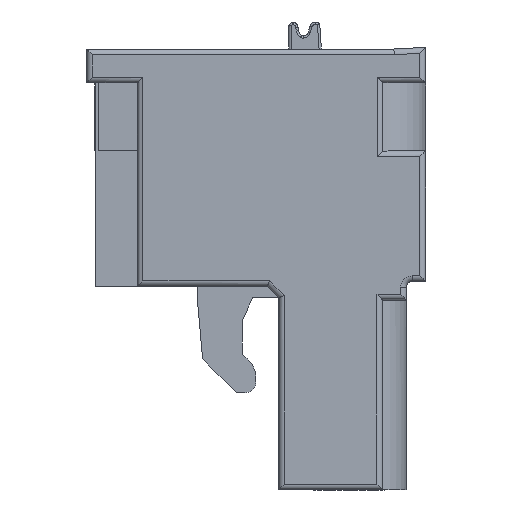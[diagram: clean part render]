
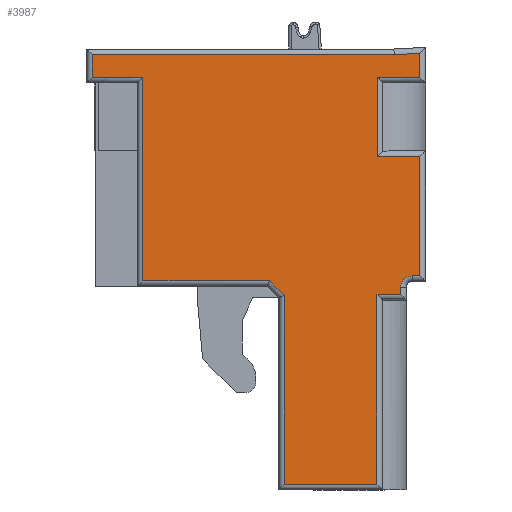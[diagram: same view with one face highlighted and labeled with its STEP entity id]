
A CAD part, left-side view. The second image highlights one B-rep face of the part: STEP entity #3987.
In plain terms, the highlighted planar face has unit normal (-1, 0, 0).
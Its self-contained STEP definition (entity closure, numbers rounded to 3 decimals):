
#659 = DIRECTION ( 'NONE',  ( 0., 0., -1. ) ) ;
#847 = EDGE_CURVE ( 'NONE', #4833, #5832, #9325, .T. ) ;
#1042 = AXIS2_PLACEMENT_3D ( 'NONE', #1990, #22909, #10348 ) ;
#1122 = DIRECTION ( 'NONE',  ( 0., -1., 0. ) ) ;
#1144 = ORIENTED_EDGE ( 'NONE', *, *, #8580, .T. ) ;
#1194 = VECTOR ( 'NONE', #14179, 1000. ) ;
#1351 = CARTESIAN_POINT ( 'NONE',  ( 22.5, 6.896, -8.75 ) ) ;
#1990 = CARTESIAN_POINT ( 'NONE',  ( 22.5, 0., 0. ) ) ;
#2102 = LINE ( 'NONE', #24612, #1194 ) ;
#2142 = VECTOR ( 'NONE', #15008, 1000. ) ;
#2212 = LINE ( 'NONE', #4464, #24424 ) ;
#2237 = VERTEX_POINT ( 'NONE', #9091 ) ;
#2303 = VECTOR ( 'NONE', #15230, 1000. ) ;
#2312 = ORIENTED_EDGE ( 'NONE', *, *, #23876, .T. ) ;
#2608 = LINE ( 'NONE', #10148, #24187 ) ;
#2745 = CARTESIAN_POINT ( 'NONE',  ( 22.5, 0., -8.75 ) ) ;
#2822 = LINE ( 'NONE', #23369, #2142 ) ;
#2880 = ORIENTED_EDGE ( 'NONE', *, *, #14521, .T. ) ;
#2888 = DIRECTION ( 'NONE',  ( 0., 1., 0. ) ) ;
#3098 = LINE ( 'NONE', #23781, #24014 ) ;
#3243 = ORIENTED_EDGE ( 'NONE', *, *, #5878, .T. ) ;
#3330 = VECTOR ( 'NONE', #13307, 1000. ) ;
#3371 = DIRECTION ( 'NONE',  ( 0., 0., -1. ) ) ;
#3376 = CARTESIAN_POINT ( 'NONE',  ( 22.5, 2.15, -9.35 ) ) ;
#3462 = EDGE_CURVE ( 'NONE', #18185, #5832, #23933, .T. ) ;
#3987 = ADVANCED_FACE ( 'NONE', ( #19007 ), #6130, .F. ) ;
#4246 = CARTESIAN_POINT ( 'NONE',  ( 22.5, 1.386, 1.25 ) ) ;
#4275 = VECTOR ( 'NONE', #7445, 1000. ) ;
#4464 = CARTESIAN_POINT ( 'NONE',  ( 22.5, 0., 0.25 ) ) ;
#4821 = CARTESIAN_POINT ( 'NONE',  ( 22.5, 2.121, 0.25 ) ) ;
#4833 = VERTEX_POINT ( 'NONE', #17559 ) ;
#5160 = VERTEX_POINT ( 'NONE', #12444 ) ;
#5237 = VECTOR ( 'NONE', #18820, 1000. ) ;
#5283 = CARTESIAN_POINT ( 'NONE',  ( 22.5, 0.25, 0.25 ) ) ;
#5367 = VECTOR ( 'NONE', #2888, 1000. ) ;
#5387 = LINE ( 'NONE', #8486, #10256 ) ;
#5627 = ORIENTED_EDGE ( 'NONE', *, *, #10772, .T. ) ;
#5762 = ORIENTED_EDGE ( 'NONE', *, *, #3462, .T. ) ;
#5832 = VERTEX_POINT ( 'NONE', #11271 ) ;
#5878 = EDGE_CURVE ( 'NONE', #23720, #11680, #15559, .T. ) ;
#5921 = VECTOR ( 'NONE', #10622, 1000. ) ;
#5997 = EDGE_CURVE ( 'NONE', #9450, #23525, #2102, .T. ) ;
#6130 = PLANE ( 'NONE',  #1042 ) ;
#6817 = LINE ( 'NONE', #25627, #17959 ) ;
#6923 = CARTESIAN_POINT ( 'NONE',  ( 22.5, 1.9, -3.25 ) ) ;
#7023 = LINE ( 'NONE', #24921, #23066 ) ;
#7338 = ORIENTED_EDGE ( 'NONE', *, *, #8614, .T. ) ;
#7445 = DIRECTION ( 'NONE',  ( 0., 1., 0. ) ) ;
#7450 = DIRECTION ( 'NONE',  ( 0., 0., 1. ) ) ;
#8381 = CARTESIAN_POINT ( 'NONE',  ( 22.5, 1.393, 1.25 ) ) ;
#8486 = CARTESIAN_POINT ( 'NONE',  ( 22.5, 0., -9.35 ) ) ;
#8507 = CARTESIAN_POINT ( 'NONE',  ( 22.5, 14.75, 0. ) ) ;
#8580 = EDGE_CURVE ( 'NONE', #13917, #18185, #5387, .T. ) ;
#8614 = EDGE_CURVE ( 'NONE', #18628, #9450, #2822, .T. ) ;
#8801 = CARTESIAN_POINT ( 'NONE',  ( 22.5, 0.25, -3.25 ) ) ;
#9091 = CARTESIAN_POINT ( 'NONE',  ( 22.5, 6.25, -9.396 ) ) ;
#9108 = LINE ( 'NONE', #26063, #25108 ) ;
#9320 = CARTESIAN_POINT ( 'NONE',  ( 22.5, 12.504, -8.75 ) ) ;
#9325 = CIRCLE ( 'NONE', #21445, 0.5 ) ;
#9450 = VERTEX_POINT ( 'NONE', #5283 ) ;
#9601 = DIRECTION ( 'NONE',  ( -1., 0., 0. ) ) ;
#9611 = VECTOR ( 'NONE', #17536, 1000. ) ;
#9978 = LINE ( 'NONE', #4246, #20478 ) ;
#10148 = CARTESIAN_POINT ( 'NONE',  ( 22.5, 2.15, 0. ) ) ;
#10256 = VECTOR ( 'NONE', #16827, 1000. ) ;
#10348 = DIRECTION ( 'NONE',  ( 0., 0., -1. ) ) ;
#10546 = ORIENTED_EDGE ( 'NONE', *, *, #21180, .T. ) ;
#10622 = DIRECTION ( 'NONE',  ( 0., 0., -1. ) ) ;
#10765 = LINE ( 'NONE', #25811, #3330 ) ;
#10772 = EDGE_CURVE ( 'NONE', #4833, #23317, #10765, .T. ) ;
#10855 = EDGE_CURVE ( 'NONE', #14568, #18628, #21613, .T. ) ;
#11271 = CARTESIAN_POINT ( 'NONE',  ( 22.5, 1.1, -9.03 ) ) ;
#11286 = ORIENTED_EDGE ( 'NONE', *, *, #24427, .T. ) ;
#11330 = ORIENTED_EDGE ( 'NONE', *, *, #14192, .T. ) ;
#11680 = VERTEX_POINT ( 'NONE', #21810 ) ;
#11730 = VERTEX_POINT ( 'NONE', #17824 ) ;
#12084 = LINE ( 'NONE', #8507, #5921 ) ;
#12167 = CARTESIAN_POINT ( 'NONE',  ( 22.5, 2.15, -17.75 ) ) ;
#12198 = DIRECTION ( 'NONE',  ( 0., 0., 1. ) ) ;
#12252 = DIRECTION ( 'NONE',  ( 0., 0., 1. ) ) ;
#12444 = CARTESIAN_POINT ( 'NONE',  ( 22.5, 6.25, -17.75 ) ) ;
#12546 = EDGE_CURVE ( 'NONE', #11680, #11730, #12084, .T. ) ;
#12869 = VERTEX_POINT ( 'NONE', #9320 ) ;
#13307 = DIRECTION ( 'NONE',  ( 0., -1., 0. ) ) ;
#13793 = CARTESIAN_POINT ( 'NONE',  ( 22.5, 0.6, -9.03 ) ) ;
#13917 = VERTEX_POINT ( 'NONE', #3376 ) ;
#14131 = ORIENTED_EDGE ( 'NONE', *, *, #18611, .T. ) ;
#14179 = DIRECTION ( 'NONE',  ( 0., 0., 1. ) ) ;
#14192 = EDGE_CURVE ( 'NONE', #20324, #12869, #6817, .T. ) ;
#14310 = EDGE_CURVE ( 'NONE', #5160, #15178, #9108, .T. ) ;
#14521 = EDGE_CURVE ( 'NONE', #15178, #13917, #2608, .T. ) ;
#14568 = VERTEX_POINT ( 'NONE', #26911 ) ;
#15008 = DIRECTION ( 'NONE',  ( 0., -1., 0. ) ) ;
#15178 = VERTEX_POINT ( 'NONE', #12167 ) ;
#15230 = DIRECTION ( 'NONE',  ( 0., -1., 0. ) ) ;
#15453 = CARTESIAN_POINT ( 'NONE',  ( 22.5, 6.25, 0. ) ) ;
#15523 = VERTEX_POINT ( 'NONE', #1351 ) ;
#15559 = LINE ( 'NONE', #26059, #4275 ) ;
#15628 = CARTESIAN_POINT ( 'NONE',  ( 22.5, 1.1, -9.35 ) ) ;
#16091 = ORIENTED_EDGE ( 'NONE', *, *, #10855, .T. ) ;
#16127 = ORIENTED_EDGE ( 'NONE', *, *, #14310, .T. ) ;
#16166 = ORIENTED_EDGE ( 'NONE', *, *, #22249, .T. ) ;
#16681 = CARTESIAN_POINT ( 'NONE',  ( 22.5, 1.1, 0. ) ) ;
#16827 = DIRECTION ( 'NONE',  ( 0., -1., 0. ) ) ;
#16838 = ORIENTED_EDGE ( 'NONE', *, *, #5997, .T. ) ;
#17536 = DIRECTION ( 'NONE',  ( 0., 0., -1. ) ) ;
#17559 = CARTESIAN_POINT ( 'NONE',  ( 22.5, 0.6, -8.53 ) ) ;
#17680 = ORIENTED_EDGE ( 'NONE', *, *, #26717, .T. ) ;
#17824 = CARTESIAN_POINT ( 'NONE',  ( 22.5, 14.75, 0.25 ) ) ;
#17959 = VECTOR ( 'NONE', #659, 1000. ) ;
#18185 = VERTEX_POINT ( 'NONE', #15628 ) ;
#18598 = VERTEX_POINT ( 'NONE', #8801 ) ;
#18611 = EDGE_CURVE ( 'NONE', #12869, #15523, #24509, .T. ) ;
#18628 = VERTEX_POINT ( 'NONE', #4821 ) ;
#18820 = DIRECTION ( 'NONE',  ( 0., 0., 1. ) ) ;
#18856 = DIRECTION ( 'NONE',  ( 0., 0.998, -0.056 ) ) ;
#19007 = FACE_OUTER_BOUND ( 'NONE', #22433, .T. ) ;
#19076 = DIRECTION ( 'NONE',  ( 0., -1., 0. ) ) ;
#20324 = VERTEX_POINT ( 'NONE', #20676 ) ;
#20431 = CARTESIAN_POINT ( 'NONE',  ( 22.5, 0.25, -8.53 ) ) ;
#20478 = VECTOR ( 'NONE', #18856, 1000. ) ;
#20676 = CARTESIAN_POINT ( 'NONE',  ( 22.5, 12.504, 0.25 ) ) ;
#20908 = ORIENTED_EDGE ( 'NONE', *, *, #21699, .T. ) ;
#20927 = VECTOR ( 'NONE', #7450, 1000. ) ;
#21180 = EDGE_CURVE ( 'NONE', #2237, #5160, #26860, .T. ) ;
#21195 = ORIENTED_EDGE ( 'NONE', *, *, #847, .F. ) ;
#21433 = LINE ( 'NONE', #6923, #5367 ) ;
#21445 = AXIS2_PLACEMENT_3D ( 'NONE', #13793, #9601, #3371 ) ;
#21613 = LINE ( 'NONE', #21936, #20927 ) ;
#21699 = EDGE_CURVE ( 'NONE', #23525, #23720, #9978, .T. ) ;
#21810 = CARTESIAN_POINT ( 'NONE',  ( 22.5, 14.75, 1.25 ) ) ;
#21936 = CARTESIAN_POINT ( 'NONE',  ( 22.5, 2.121, 0. ) ) ;
#22249 = EDGE_CURVE ( 'NONE', #23317, #18598, #7023, .T. ) ;
#22433 = EDGE_LOOP ( 'NONE', ( #10546, #16127, #2880, #1144, #5762, #21195, #5627, #16166, #2312, #16091, #7338, #16838, #20908, #3243, #25617, #17680, #11330, #14131, #11286 ) ) ;
#22909 = DIRECTION ( 'NONE',  ( 1., 0., 0. ) ) ;
#23066 = VECTOR ( 'NONE', #12252, 1000. ) ;
#23187 = CARTESIAN_POINT ( 'NONE',  ( 22.5, 0.25, 1.314 ) ) ;
#23317 = VERTEX_POINT ( 'NONE', #20431 ) ;
#23369 = CARTESIAN_POINT ( 'NONE',  ( 22.5, 0., 0.25 ) ) ;
#23525 = VERTEX_POINT ( 'NONE', #23187 ) ;
#23720 = VERTEX_POINT ( 'NONE', #8381 ) ;
#23781 = CARTESIAN_POINT ( 'NONE',  ( 22.5, 7.823, -7.823 ) ) ;
#23876 = EDGE_CURVE ( 'NONE', #18598, #14568, #21433, .T. ) ;
#23933 = LINE ( 'NONE', #16681, #5237 ) ;
#24014 = VECTOR ( 'NONE', #25798, 1000. ) ;
#24187 = VECTOR ( 'NONE', #12198, 1000. ) ;
#24424 = VECTOR ( 'NONE', #19076, 1000. ) ;
#24427 = EDGE_CURVE ( 'NONE', #15523, #2237, #3098, .T. ) ;
#24509 = LINE ( 'NONE', #2745, #2303 ) ;
#24612 = CARTESIAN_POINT ( 'NONE',  ( 22.5, 0.25, 0. ) ) ;
#24921 = CARTESIAN_POINT ( 'NONE',  ( 22.5, 0.25, 0. ) ) ;
#25108 = VECTOR ( 'NONE', #1122, 1000. ) ;
#25617 = ORIENTED_EDGE ( 'NONE', *, *, #12546, .T. ) ;
#25627 = CARTESIAN_POINT ( 'NONE',  ( 22.5, 12.504, 0. ) ) ;
#25798 = DIRECTION ( 'NONE',  ( 0., -0.707, -0.707 ) ) ;
#25811 = CARTESIAN_POINT ( 'NONE',  ( 22.5, 0., -8.53 ) ) ;
#26059 = CARTESIAN_POINT ( 'NONE',  ( 22.5, 0., 1.25 ) ) ;
#26063 = CARTESIAN_POINT ( 'NONE',  ( 22.5, 0., -17.75 ) ) ;
#26717 = EDGE_CURVE ( 'NONE', #11730, #20324, #2212, .T. ) ;
#26860 = LINE ( 'NONE', #15453, #9611 ) ;
#26911 = CARTESIAN_POINT ( 'NONE',  ( 22.5, 2.121, -3.25 ) ) ;
